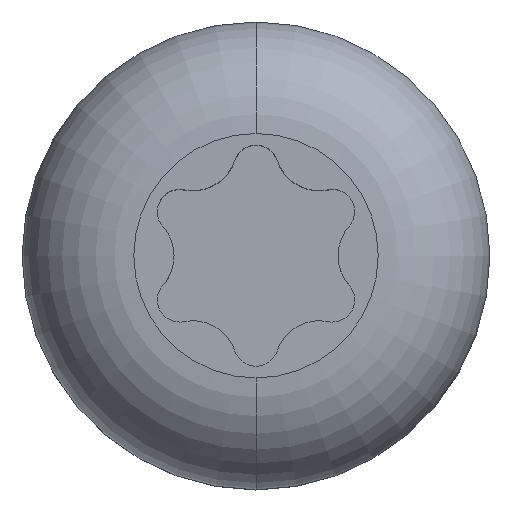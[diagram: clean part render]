
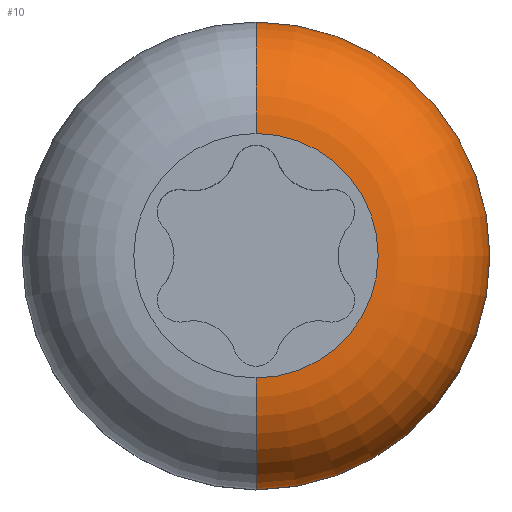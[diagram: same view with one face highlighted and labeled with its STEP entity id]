
A CAD part, top view. The second image highlights one B-rep face of the part: STEP entity #10.
In plain terms, the highlighted toroidal (fillet/blend) face has major radius 0.875 mm and minor radius 0.8 mm.
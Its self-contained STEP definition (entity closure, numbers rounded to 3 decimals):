
#10 = ADVANCED_FACE ( 'NONE', ( #1937 ), #1941, .T. ) ;
#251 = EDGE_CURVE ( 'NONE', #2274, #2251, #1979, .T. ) ;
#252 = EDGE_CURVE ( 'NONE', #2251, #2727, #1977, .T. ) ;
#253 = EDGE_CURVE ( 'NONE', #2726, #2727, #1980, .T. ) ;
#254 = EDGE_CURVE ( 'NONE', #2729, #2726, #1981, .T. ) ;
#255 = EDGE_CURVE ( 'NONE', #2274, #2729, #1982, .T. ) ;
#264 = AXIS2_PLACEMENT_3D ( 'NONE', #3017, #3090, #3056 ) ;
#265 = AXIS2_PLACEMENT_3D ( 'NONE', #3084, #3092, #3071 ) ;
#266 = AXIS2_PLACEMENT_3D ( 'NONE', #3031, #3003, #3113 ) ;
#801 = CARTESIAN_POINT ( 'NONE',  ( 0., 0.875, 1.6 ) ) ;
#1042 = CARTESIAN_POINT ( 'NONE',  ( 0., -0.875, 1.6 ) ) ;
#1937 = FACE_OUTER_BOUND ( 'NONE', #2639, .T. ) ;
#1941 = TOROIDAL_SURFACE ( 'NONE', #4345, 0.875, 0.8 ) ;
#1977 = CIRCLE ( 'NONE', #4371, 0.8 ) ;
#1979 = CIRCLE ( 'NONE', #4370, 0.875 ) ;
#1980 = CIRCLE ( 'NONE', #264, 1.675 ) ;
#1981 = CIRCLE ( 'NONE', #265, 1.675 ) ;
#1982 = CIRCLE ( 'NONE', #266, 0.8 ) ;
#2207 = ORIENTED_EDGE ( 'NONE', *, *, #255, .F. ) ;
#2208 = ORIENTED_EDGE ( 'NONE', *, *, #254, .F. ) ;
#2209 = ORIENTED_EDGE ( 'NONE', *, *, #253, .F. ) ;
#2210 = ORIENTED_EDGE ( 'NONE', *, *, #252, .T. ) ;
#2211 = ORIENTED_EDGE ( 'NONE', *, *, #251, .T. ) ;
#2251 = VERTEX_POINT ( 'NONE', #1042 ) ;
#2274 = VERTEX_POINT ( 'NONE', #801 ) ;
#2639 = EDGE_LOOP ( 'NONE', ( #2211, #2210, #2209, #2208, #2207 ) ) ;
#2679 = CARTESIAN_POINT ( 'NONE',  ( 0., 1.675, 0.8 ) ) ;
#2685 = CARTESIAN_POINT ( 'NONE',  ( 1.675, 0., 0.8 ) ) ;
#2692 = CARTESIAN_POINT ( 'NONE',  ( 0., -1.675, 0.8 ) ) ;
#2726 = VERTEX_POINT ( 'NONE', #2685 ) ;
#2727 = VERTEX_POINT ( 'NONE', #2692 ) ;
#2729 = VERTEX_POINT ( 'NONE', #2679 ) ;
#3003 = DIRECTION ( 'NONE',  ( -1., 0., 0. ) ) ;
#3017 = CARTESIAN_POINT ( 'NONE',  ( 0., 0., 0.8 ) ) ;
#3031 = CARTESIAN_POINT ( 'NONE',  ( 0., 0.875, 0.8 ) ) ;
#3040 = CARTESIAN_POINT ( 'NONE',  ( 0., 0., 1.6 ) ) ;
#3056 = DIRECTION ( 'NONE',  ( 0., 1., 0. ) ) ;
#3071 = DIRECTION ( 'NONE',  ( 0., 1., 0. ) ) ;
#3083 = DIRECTION ( 'NONE',  ( 0., 1., 0. ) ) ;
#3084 = CARTESIAN_POINT ( 'NONE',  ( 0., 0., 0.8 ) ) ;
#3085 = DIRECTION ( 'NONE',  ( 1., 0., 0. ) ) ;
#3087 = DIRECTION ( 'NONE',  ( 0., 0., -1. ) ) ;
#3090 = DIRECTION ( 'NONE',  ( 0., 0., -1. ) ) ;
#3092 = DIRECTION ( 'NONE',  ( 0., 0., -1. ) ) ;
#3094 = DIRECTION ( 'NONE',  ( 0., 1., 0. ) ) ;
#3098 = CARTESIAN_POINT ( 'NONE',  ( 0., -0.875, 0.8 ) ) ;
#3113 = DIRECTION ( 'NONE',  ( 0., 0., 1. ) ) ;
#3893 = DIRECTION ( 'NONE',  ( 0., 1., 0. ) ) ;
#3896 = CARTESIAN_POINT ( 'NONE',  ( 0., 0., 0.8 ) ) ;
#3898 = DIRECTION ( 'NONE',  ( 0., 0., -1. ) ) ;
#4345 = AXIS2_PLACEMENT_3D ( 'NONE', #3896, #3898, #3893 ) ;
#4370 = AXIS2_PLACEMENT_3D ( 'NONE', #3040, #3087, #3083 ) ;
#4371 = AXIS2_PLACEMENT_3D ( 'NONE', #3098, #3085, #3094 ) ;
